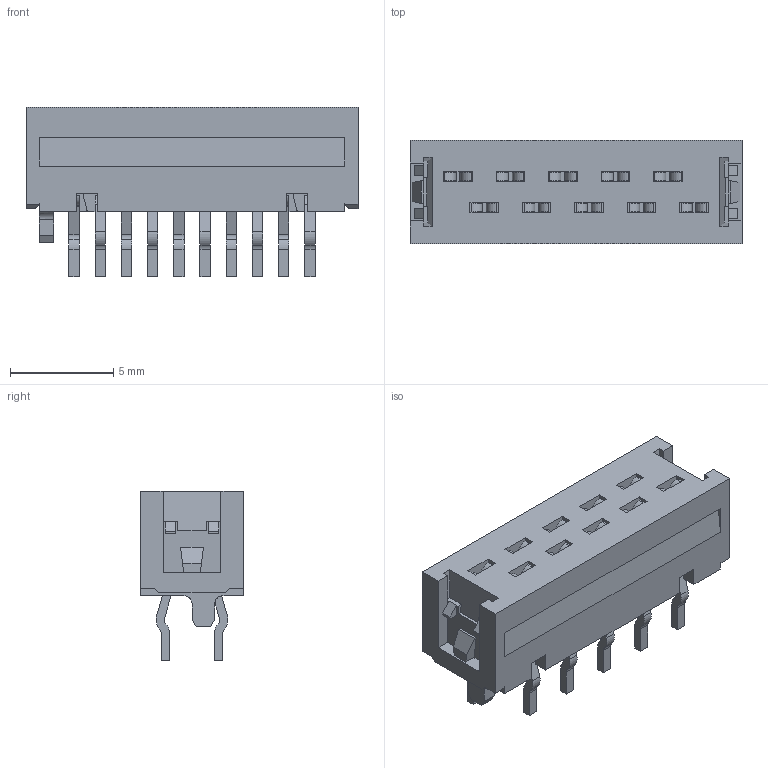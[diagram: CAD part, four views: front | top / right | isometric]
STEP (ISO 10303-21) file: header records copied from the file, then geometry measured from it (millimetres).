
FILE_DESCRIPTION((''),'2;1');
FILE_NAME('C-1-215570-0','2017-03-10T',('workeradm'),('Tyco Electronics Ltd.'),'CREO PARAMETRIC BY PTC INC, 2016050','CREO PARAMETRIC BY PTC INC, 2016050','');
FILE_SCHEMA(('AUTOMOTIVE_DESIGN { 1 0 10303 214 1 1 1 1 }'));
Length unit declared in the file: millimetre
Products named in the file (1): C-1-215570-0
Bounding box: 16.08 x 5 x 8.2 mm (x, y, z)
Volume: 349.2 mm3; surface area: 586 mm2
Topology: 1 solids, 1 shells, 518 faces, 1450 edges, 956 vertices
Faces by surface type: plane 416, cylinder 102
Entity records: 16645 total; most frequent: CARTESIAN_POINT 2939, ORIENTED_EDGE 2900, DIRECTION 2686, EDGE_CURVE 1450, VECTOR 1246, LINE 1246, VERTEX_POINT 956, AXIS2_PLACEMENT_3D 720
